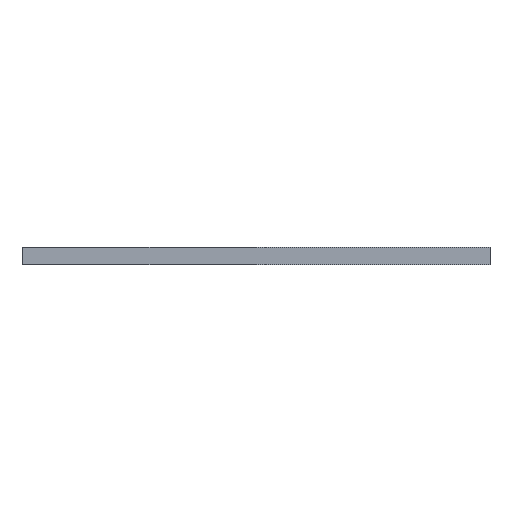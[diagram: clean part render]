
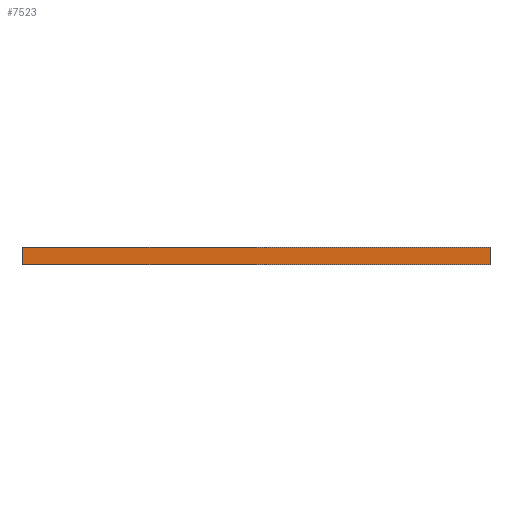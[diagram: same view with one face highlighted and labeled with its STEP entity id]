
A CAD part, left-side view. The second image highlights one B-rep face of the part: STEP entity #7523.
In plain terms, the highlighted planar face has unit normal (-1, 0, 0).
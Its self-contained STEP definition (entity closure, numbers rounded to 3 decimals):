
#5 = VERTEX_POINT ( 'NONE', #10003 ) ;
#236 = DIRECTION ( 'NONE',  ( 0., 0., -1. ) ) ;
#273 = CARTESIAN_POINT ( 'NONE',  ( -22.4, 22.875, 0.85 ) ) ;
#669 = EDGE_LOOP ( 'NONE', ( #6584, #8634, #8881, #5782 ) ) ;
#1110 = LINE ( 'NONE', #3709, #4731 ) ;
#1547 = LINE ( 'NONE', #1633, #9779 ) ;
#1633 = CARTESIAN_POINT ( 'NONE',  ( -22.4, -22.875, 0.85 ) ) ;
#2300 = VERTEX_POINT ( 'NONE', #6514 ) ;
#2327 = CARTESIAN_POINT ( 'NONE',  ( -22.4, -22.875, 0.85 ) ) ;
#2433 = DIRECTION ( 'NONE',  ( 0., 0., -1. ) ) ;
#2467 = EDGE_CURVE ( 'NONE', #4947, #2300, #8682, .T. ) ;
#3312 = VECTOR ( 'NONE', #236, 1000. ) ;
#3709 = CARTESIAN_POINT ( 'NONE',  ( -22.4, -22.875, -0.85 ) ) ;
#3915 = CARTESIAN_POINT ( 'NONE',  ( -22.4, 22.875, -0.85 ) ) ;
#4306 = DIRECTION ( 'NONE',  ( 0., 1., 0. ) ) ;
#4525 = DIRECTION ( 'NONE',  ( 0., 1., 0. ) ) ;
#4731 = VECTOR ( 'NONE', #4525, 1000. ) ;
#4807 = EDGE_CURVE ( 'NONE', #5, #6048, #1110, .T. ) ;
#4947 = VERTEX_POINT ( 'NONE', #8781 ) ;
#4965 = EDGE_CURVE ( 'NONE', #4947, #5, #1547, .T. ) ;
#5054 = EDGE_CURVE ( 'NONE', #2300, #6048, #6076, .T. ) ;
#5782 = ORIENTED_EDGE ( 'NONE', *, *, #5054, .T. ) ;
#6048 = VERTEX_POINT ( 'NONE', #3915 ) ;
#6076 = LINE ( 'NONE', #273, #3312 ) ;
#6311 = DIRECTION ( 'NONE',  ( -1., 0., 0. ) ) ;
#6514 = CARTESIAN_POINT ( 'NONE',  ( -22.4, 22.875, 0.85 ) ) ;
#6522 = AXIS2_PLACEMENT_3D ( 'NONE', #2327, #6311, #7162 ) ;
#6584 = ORIENTED_EDGE ( 'NONE', *, *, #4807, .F. ) ;
#7162 = DIRECTION ( 'NONE',  ( 0., 0., 1. ) ) ;
#7474 = CARTESIAN_POINT ( 'NONE',  ( -22.4, -22.875, 0.85 ) ) ;
#7523 = ADVANCED_FACE ( 'NONE', ( #9564 ), #9457, .T. ) ;
#8057 = VECTOR ( 'NONE', #4306, 1000. ) ;
#8634 = ORIENTED_EDGE ( 'NONE', *, *, #4965, .F. ) ;
#8682 = LINE ( 'NONE', #7474, #8057 ) ;
#8781 = CARTESIAN_POINT ( 'NONE',  ( -22.4, -22.875, 0.85 ) ) ;
#8881 = ORIENTED_EDGE ( 'NONE', *, *, #2467, .T. ) ;
#9457 = PLANE ( 'NONE',  #6522 ) ;
#9564 = FACE_OUTER_BOUND ( 'NONE', #669, .T. ) ;
#9779 = VECTOR ( 'NONE', #2433, 1000. ) ;
#10003 = CARTESIAN_POINT ( 'NONE',  ( -22.4, -22.875, -0.85 ) ) ;
